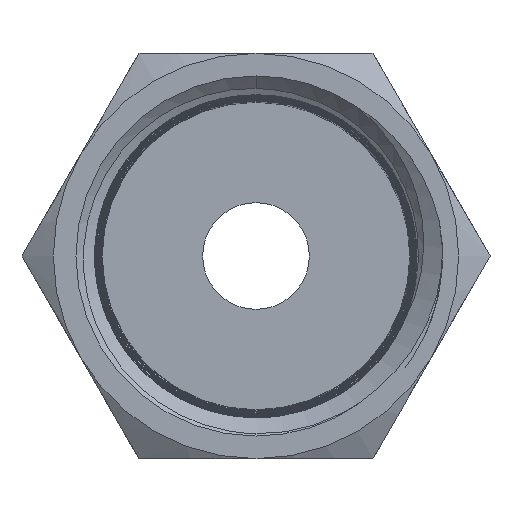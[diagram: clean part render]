
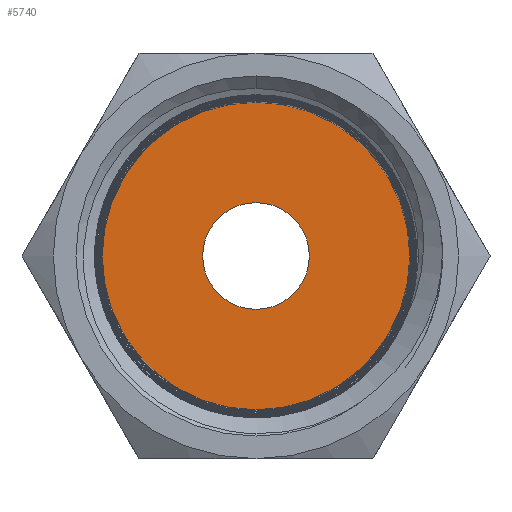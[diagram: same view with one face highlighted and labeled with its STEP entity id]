
A CAD part, front view. The second image highlights one B-rep face of the part: STEP entity #5740.
In plain terms, the highlighted planar face has unit normal (0, -1, 0).
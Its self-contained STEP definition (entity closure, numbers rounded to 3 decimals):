
#36 = PLANE ( 'NONE',  #8793 ) ;
#69 = DIRECTION ( 'NONE',  ( 0., -1., 0. ) ) ;
#146 = DIRECTION ( 'NONE',  ( 0., -1., 0. ) ) ;
#335 = CIRCLE ( 'NONE', #8291, 2.5 ) ;
#3401 = EDGE_CURVE ( 'NONE', #15316, #18137, #335, .T. ) ;
#4822 = CARTESIAN_POINT ( 'NONE',  ( 0., -7., 0. ) ) ;
#5740 = ADVANCED_FACE ( 'NONE', ( #17646, #24898 ), #36, .T. ) ;
#7519 = DIRECTION ( 'NONE',  ( 0., 0., -1. ) ) ;
#8291 = AXIS2_PLACEMENT_3D ( 'NONE', #16231, #69, #18961 ) ;
#8793 = AXIS2_PLACEMENT_3D ( 'NONE', #16311, #146, #19058 ) ;
#8960 = EDGE_LOOP ( 'NONE', ( #35139, #26058 ) ) ;
#10274 = DIRECTION ( 'NONE',  ( 0., -1., 0. ) ) ;
#11667 = DIRECTION ( 'NONE',  ( 0., -1., 0. ) ) ;
#12227 = ORIENTED_EDGE ( 'NONE', *, *, #19059, .T. ) ;
#15316 = VERTEX_POINT ( 'NONE', #16437 ) ;
#16231 = CARTESIAN_POINT ( 'NONE',  ( 0., -7., 0. ) ) ;
#16311 = CARTESIAN_POINT ( 'NONE',  ( 0., -7., 0. ) ) ;
#16437 = CARTESIAN_POINT ( 'NONE',  ( 0., -7., -2.5 ) ) ;
#16609 = VERTEX_POINT ( 'NONE', #28173 ) ;
#17646 = FACE_BOUND ( 'NONE', #8960, .T. ) ;
#18137 = VERTEX_POINT ( 'NONE', #27957 ) ;
#18961 = DIRECTION ( 'NONE',  ( 0., 0., -1. ) ) ;
#19058 = DIRECTION ( 'NONE',  ( 0., 0., -1. ) ) ;
#19059 = EDGE_CURVE ( 'NONE', #33937, #16609, #33752, .T. ) ;
#22135 = CIRCLE ( 'NONE', #27223, 7.209 ) ;
#23743 = DIRECTION ( 'NONE',  ( 0., -1., 0. ) ) ;
#24898 = FACE_OUTER_BOUND ( 'NONE', #25765, .T. ) ;
#25397 = AXIS2_PLACEMENT_3D ( 'NONE', #26514, #10274, #29277 ) ;
#25765 = EDGE_LOOP ( 'NONE', ( #12227, #28354 ) ) ;
#26058 = ORIENTED_EDGE ( 'NONE', *, *, #3401, .F. ) ;
#26514 = CARTESIAN_POINT ( 'NONE',  ( 0., -7., 0. ) ) ;
#27223 = AXIS2_PLACEMENT_3D ( 'NONE', #4822, #23743, #7519 ) ;
#27956 = CARTESIAN_POINT ( 'NONE',  ( 0., -7., 0. ) ) ;
#27957 = CARTESIAN_POINT ( 'NONE',  ( 0., -7., 2.5 ) ) ;
#28173 = CARTESIAN_POINT ( 'NONE',  ( 0., -7., 7.209 ) ) ;
#28354 = ORIENTED_EDGE ( 'NONE', *, *, #33289, .T. ) ;
#29277 = DIRECTION ( 'NONE',  ( 0., 0., -1. ) ) ;
#30590 = CARTESIAN_POINT ( 'NONE',  ( 0., -7., -7.209 ) ) ;
#30691 = DIRECTION ( 'NONE',  ( 0., 0., -1. ) ) ;
#30817 = AXIS2_PLACEMENT_3D ( 'NONE', #27956, #11667, #30691 ) ;
#31145 = EDGE_CURVE ( 'NONE', #18137, #15316, #35011, .T. ) ;
#33289 = EDGE_CURVE ( 'NONE', #16609, #33937, #22135, .T. ) ;
#33752 = CIRCLE ( 'NONE', #25397, 7.209 ) ;
#33937 = VERTEX_POINT ( 'NONE', #30590 ) ;
#35011 = CIRCLE ( 'NONE', #30817, 2.5 ) ;
#35139 = ORIENTED_EDGE ( 'NONE', *, *, #31145, .F. ) ;
